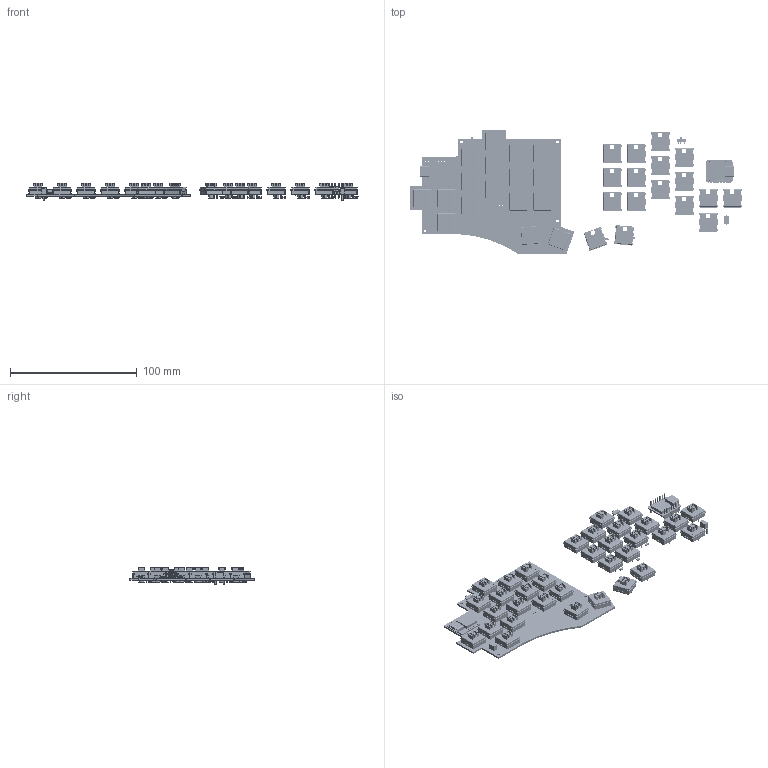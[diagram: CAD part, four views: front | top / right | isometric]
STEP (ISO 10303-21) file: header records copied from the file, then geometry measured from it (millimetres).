
FILE_DESCRIPTION(('KiCad electronic assembly'),'2;1');
FILE_NAME('RD.step','2023-04-17T18:32:41',('Pcbnew'),('Kicad'), 'Open CASCADE STEP processor 7.6','KiCad to STEP converter','Unknown' );
FILE_SCHEMA(('AUTOMOTIVE_DESIGN { 1 0 10303 214 1 1 1 1 }'));
Length unit declared in the file: millimetre
Products named in the file (14): RD 1; MSK12C02; COMPOUND; D_SOD-123; SOLID; Btn_redragon_flat; xiao-ble-tht; PinHeader_1x07_P2.54mm_Vertical; 95C04A3T; RD PCB
Assembly tree (83 placements, depth 3):
  RD 1
    MSK12C02  x2
      COMPOUND
    D_SOD-123  x34
      SOLID
    Btn_redragon_flat  x34
      COMPOUND
    xiao-ble-tht  x2
      SOLID
    PinHeader_1x07_P2.54mm_Vertical  x2
      SOLID
    95C04A3T  x2
      COMPOUND
    RD PCB
Bounding box: 262.45 x 98.67 x 13.72 mm (x, y, z)
Volume: 55110.4 mm3; surface area: 57386.1 mm2
Topology: 87 solids, 87 shells, 10658 faces, 27770 edges, 17838 vertices
Faces by surface type: plane 7327, extrusion 1156, cylinder 1113, bspline 884, cone 170, torus 8
Full cylindrical faces by diameter (mm): 0.6 x28, 0.7 x2, 0.75 x4, 1 x14, 1.15 x8, 1.3 x2, 1.5 x34, 2.2 x4, 4.2 x51
Entity records: 70295 total; most frequent: CARTESIAN_POINT 16616, DIRECTION 9425, VECTOR 6437, LINE 6403, ORIENTED_EDGE 5052, PCURVE 5052, DEFINITIONAL_REPRESENTATION 5052, EDGE_CURVE 2526
